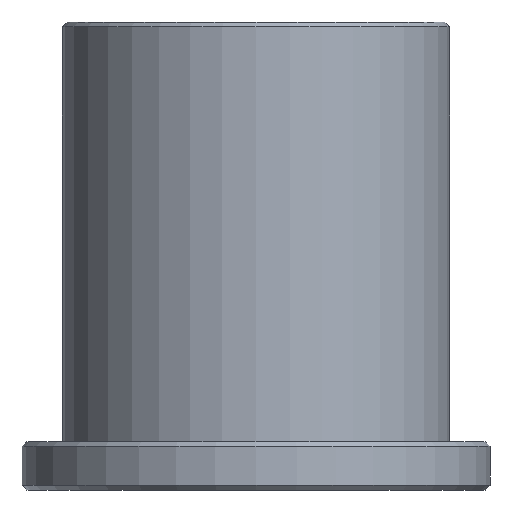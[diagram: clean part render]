
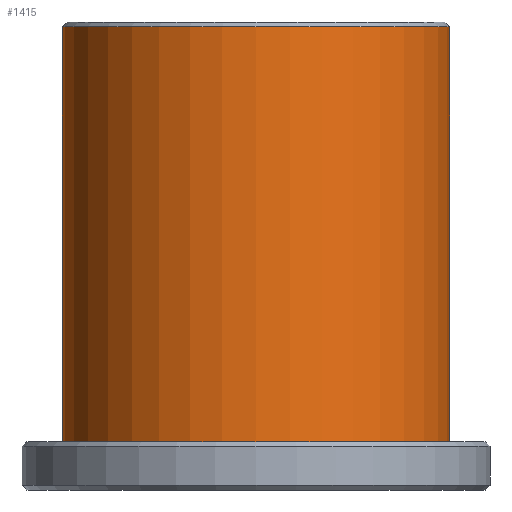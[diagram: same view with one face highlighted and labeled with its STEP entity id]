
A CAD part, front view. The second image highlights one B-rep face of the part: STEP entity #1415.
In plain terms, the highlighted cylindrical face has radius 12 mm (diameter 24 mm), a partial arc.
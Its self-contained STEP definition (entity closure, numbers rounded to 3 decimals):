
#31 = CARTESIAN_POINT ( 'NONE',  ( -12., 0., 3. ) ) ;
#36 = CIRCLE ( 'NONE', #379, 12. ) ;
#44 = FACE_OUTER_BOUND ( 'NONE', #305, .T. ) ;
#73 = LINE ( 'NONE', #378, #1219 ) ;
#176 = CARTESIAN_POINT ( 'NONE',  ( 0., 0., 29. ) ) ;
#178 = CARTESIAN_POINT ( 'NONE',  ( 0., 0., 3. ) ) ;
#213 = DIRECTION ( 'NONE',  ( 0., 0., -1. ) ) ;
#253 = EDGE_CURVE ( 'NONE', #1394, #905, #766, .T. ) ;
#258 = LINE ( 'NONE', #978, #1072 ) ;
#278 = DIRECTION ( 'NONE',  ( -1., 0., 0. ) ) ;
#280 = ORIENTED_EDGE ( 'NONE', *, *, #1380, .T. ) ;
#305 = EDGE_LOOP ( 'NONE', ( #448, #1342, #280, #790 ) ) ;
#378 = CARTESIAN_POINT ( 'NONE',  ( -12., 0., 29. ) ) ;
#379 = AXIS2_PLACEMENT_3D ( 'NONE', #178, #940, #278 ) ;
#421 = AXIS2_PLACEMENT_3D ( 'NONE', #176, #1398, #931 ) ;
#448 = ORIENTED_EDGE ( 'NONE', *, *, #1025, .F. ) ;
#536 = CARTESIAN_POINT ( 'NONE',  ( -12., 0., 28.7 ) ) ;
#599 = DIRECTION ( 'NONE',  ( 0., 0., -1. ) ) ;
#602 = CARTESIAN_POINT ( 'NONE',  ( 12., 0., 28.7 ) ) ;
#724 = VERTEX_POINT ( 'NONE', #1395 ) ;
#766 = CIRCLE ( 'NONE', #1211, 12. ) ;
#767 = EDGE_CURVE ( 'NONE', #724, #1215, #36, .T. ) ;
#790 = ORIENTED_EDGE ( 'NONE', *, *, #767, .F. ) ;
#905 = VERTEX_POINT ( 'NONE', #536 ) ;
#931 = DIRECTION ( 'NONE',  ( -1., 0., 0. ) ) ;
#940 = DIRECTION ( 'NONE',  ( 0., 0., -1. ) ) ;
#978 = CARTESIAN_POINT ( 'NONE',  ( 12., 0., 29. ) ) ;
#994 = DIRECTION ( 'NONE',  ( 1., 0., 0. ) ) ;
#1025 = EDGE_CURVE ( 'NONE', #1394, #724, #258, .T. ) ;
#1072 = VECTOR ( 'NONE', #213, 1000. ) ;
#1142 = CYLINDRICAL_SURFACE ( 'NONE', #421, 12. ) ;
#1211 = AXIS2_PLACEMENT_3D ( 'NONE', #1438, #1348, #994 ) ;
#1215 = VERTEX_POINT ( 'NONE', #31 ) ;
#1219 = VECTOR ( 'NONE', #599, 1000. ) ;
#1342 = ORIENTED_EDGE ( 'NONE', *, *, #253, .T. ) ;
#1348 = DIRECTION ( 'NONE',  ( 0., 0., -1. ) ) ;
#1380 = EDGE_CURVE ( 'NONE', #905, #1215, #73, .T. ) ;
#1394 = VERTEX_POINT ( 'NONE', #602 ) ;
#1395 = CARTESIAN_POINT ( 'NONE',  ( 12., 0., 3. ) ) ;
#1398 = DIRECTION ( 'NONE',  ( 0., 0., -1. ) ) ;
#1415 = ADVANCED_FACE ( 'NONE', ( #44 ), #1142, .T. ) ;
#1438 = CARTESIAN_POINT ( 'NONE',  ( 0., 0., 28.7 ) ) ;
